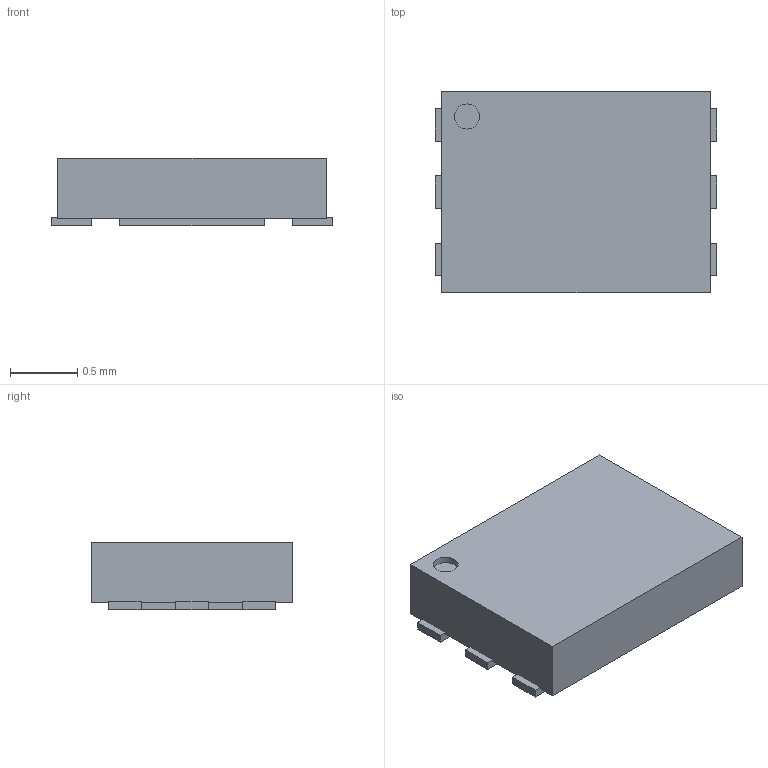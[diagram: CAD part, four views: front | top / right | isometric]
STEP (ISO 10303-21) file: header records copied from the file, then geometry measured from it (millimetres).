
FILE_DESCRIPTION(('FreeCAD Model'),'2;1');
FILE_NAME('694690.1.1.stp','2020-11-19T13:24:34',( 'Author'),(''),'Open CASCADE STEP processor 6.9','FreeCAD','Unknown' );
FILE_SCHEMA(('AUTOMOTIVE_DESIGN { 1 0 10303 214 1 1 1 1 }'));
Length unit declared in the file: millimetre
Products named in the file (4): ASSEMBLY; Body; ThermalPin; PinsArrayLR
Assembly tree (3 placements, depth 2):
  ASSEMBLY
    Body
    ThermalPin
    PinsArrayLR
Bounding box: 2.1 x 1.5 x 0.5 mm (x, y, z)
Volume: 1.5 mm3; surface area: 13.3 mm2
Topology: 8 solids, 8 shells, 50 faces, 99 edges, 66 vertices
Faces by surface type: plane 49, cylinder 1
Full cylindrical faces by diameter (mm): 0.188 x1
Entity records: 2679 total; most frequent: CARTESIAN_POINT 417, DIRECTION 407, LINE 293, VECTOR 293, ORIENTED_EDGE 198, PCURVE 198, DEFINITIONAL_REPRESENTATION 198, EDGE_CURVE 99
